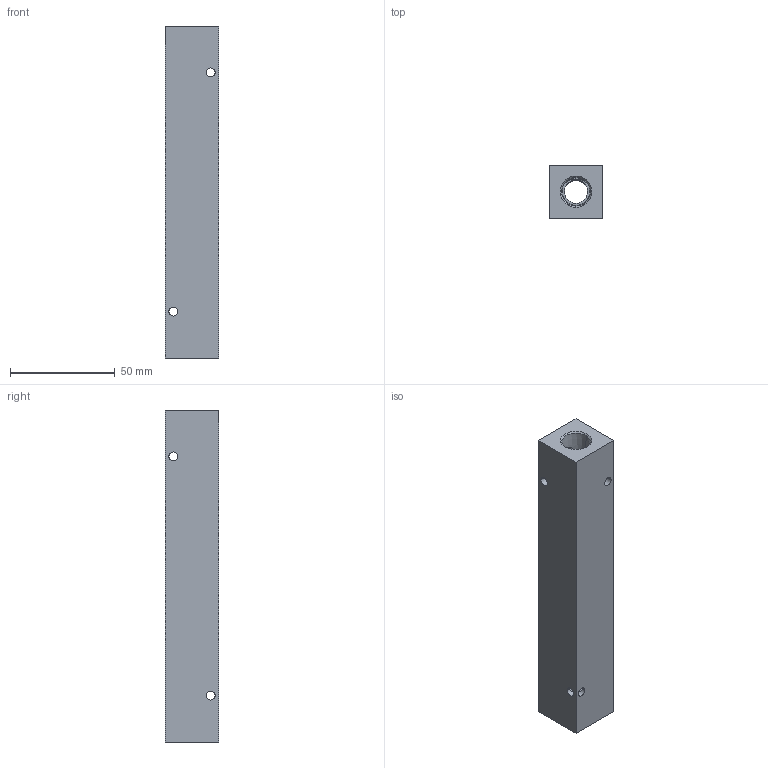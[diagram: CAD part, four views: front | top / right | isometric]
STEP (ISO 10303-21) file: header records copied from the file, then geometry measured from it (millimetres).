
FILE_DESCRIPTION (( 'STEP AP203' ), '1' );
FILE_NAME ('MRS-8CB.step', '2015-12-02T21:11:58', ( '' ), ( '' ), 'SwSTEP 2.0', 'SolidWorks 2015', '' );
FILE_SCHEMA (( 'CONFIG_CONTROL_DESIGN' ));
Length unit declared in the file: inch
Products named in the file (1): MRS-8CB
Bounding box: 25.4 x 25.4 x 158.75 mm (x, y, z)
Volume: 79992.2 mm3; surface area: 24887.8 mm2
Topology: 1 solids, 1 shells, 89 faces, 229 edges, 142 vertices
Faces by surface type: cone 40, cylinder 33, plane 16
Entity records: 3418 total; most frequent: CARTESIAN_POINT 1136, DIRECTION 465, ORIENTED_EDGE 458, EDGE_CURVE 229, AXIS2_PLACEMENT_3D 189, VERTEX_POINT 142, EDGE_LOOP 119, CIRCLE 99
